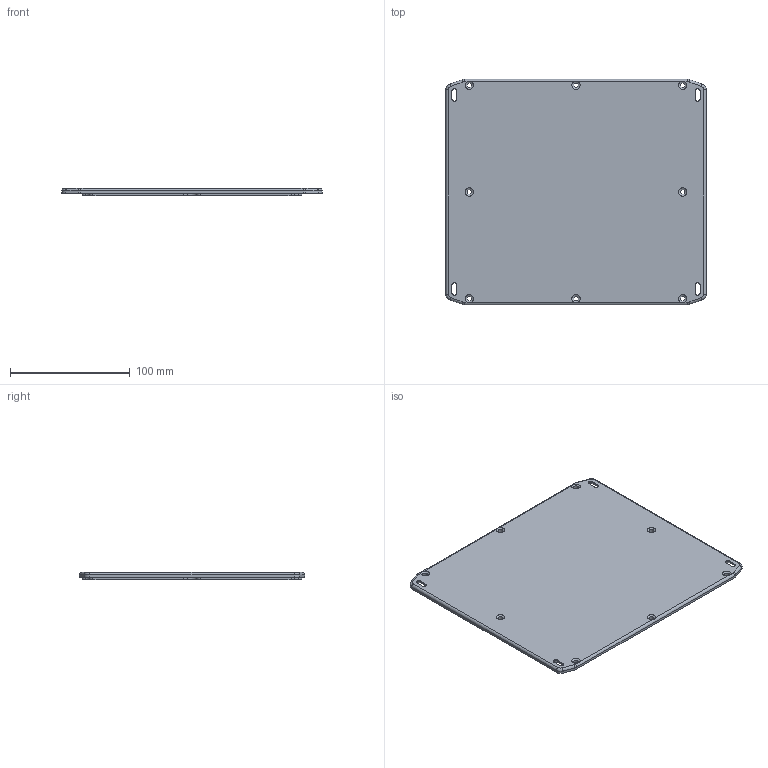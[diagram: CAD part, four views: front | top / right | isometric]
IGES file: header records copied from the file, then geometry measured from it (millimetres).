
Global section: file name: No Iges File Name specified; native system: Autodesk Inventor 2009; preprocessor: AutoDesk Inventor Iges Exporter R2009; author: trinas; date: 20090304.162902; units: millimetre
Bounding box: 217 x 188 x 6 mm (x, y, z)
Volume: 99986.5 mm3; surface area: 87940 mm2
Topology: 1 solids, 1 shells, 196 faces, 514 edges, 300 vertices
Faces by surface type: bspline 56, revolution 48, plane 44, cylinder 40, torus 8
